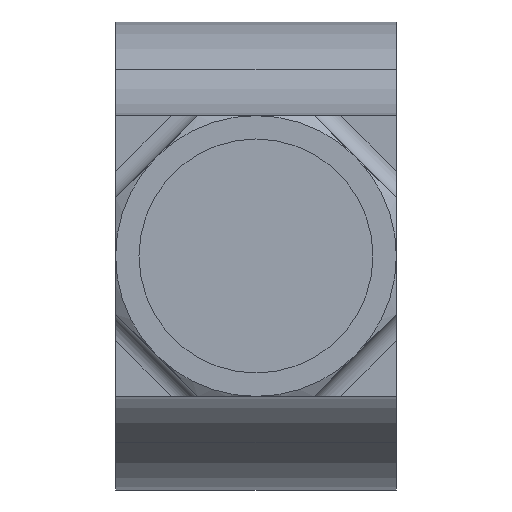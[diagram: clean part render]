
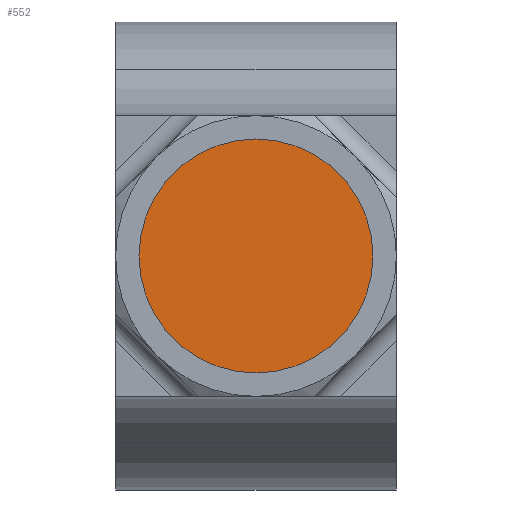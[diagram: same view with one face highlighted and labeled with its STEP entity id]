
A CAD part, left-side view. The second image highlights one B-rep face of the part: STEP entity #552.
In plain terms, the highlighted planar face has unit normal (-1, 0, 0).
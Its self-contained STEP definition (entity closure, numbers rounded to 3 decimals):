
#73 = ORIENTED_EDGE ( 'NONE', *, *, #625, .T. ) ;
#109 = CARTESIAN_POINT ( 'NONE',  ( -120., 0., 12.5 ) ) ;
#146 = DIRECTION ( 'NONE',  ( 0., 0., 1. ) ) ;
#155 = AXIS2_PLACEMENT_3D ( 'NONE', #226, #584, #146 ) ;
#162 = PLANE ( 'NONE',  #994 ) ;
#166 = DIRECTION ( 'NONE',  ( 0., 0., 1. ) ) ;
#206 = EDGE_CURVE ( 'NONE', #1070, #422, #885, .T. ) ;
#208 = CARTESIAN_POINT ( 'NONE',  ( -120., 0., -12.5 ) ) ;
#226 = CARTESIAN_POINT ( 'NONE',  ( -120., 0., 0. ) ) ;
#422 = VERTEX_POINT ( 'NONE', #109 ) ;
#423 = ORIENTED_EDGE ( 'NONE', *, *, #206, .T. ) ;
#552 = ADVANCED_FACE ( 'NONE', ( #971 ), #162, .T. ) ;
#584 = DIRECTION ( 'NONE',  ( -1., 0., 0. ) ) ;
#625 = EDGE_CURVE ( 'NONE', #422, #1070, #961, .T. ) ;
#676 = DIRECTION ( 'NONE',  ( 0., 0., 1. ) ) ;
#688 = CARTESIAN_POINT ( 'NONE',  ( -120., 0., 0. ) ) ;
#754 = EDGE_LOOP ( 'NONE', ( #423, #73 ) ) ;
#773 = DIRECTION ( 'NONE',  ( -1., 0., 0. ) ) ;
#845 = AXIS2_PLACEMENT_3D ( 'NONE', #688, #1116, #676 ) ;
#875 = CARTESIAN_POINT ( 'NONE',  ( -120., 0., 0. ) ) ;
#885 = CIRCLE ( 'NONE', #845, 12.5 ) ;
#961 = CIRCLE ( 'NONE', #155, 12.5 ) ;
#971 = FACE_OUTER_BOUND ( 'NONE', #754, .T. ) ;
#994 = AXIS2_PLACEMENT_3D ( 'NONE', #875, #773, #166 ) ;
#1070 = VERTEX_POINT ( 'NONE', #208 ) ;
#1116 = DIRECTION ( 'NONE',  ( -1., 0., 0. ) ) ;
